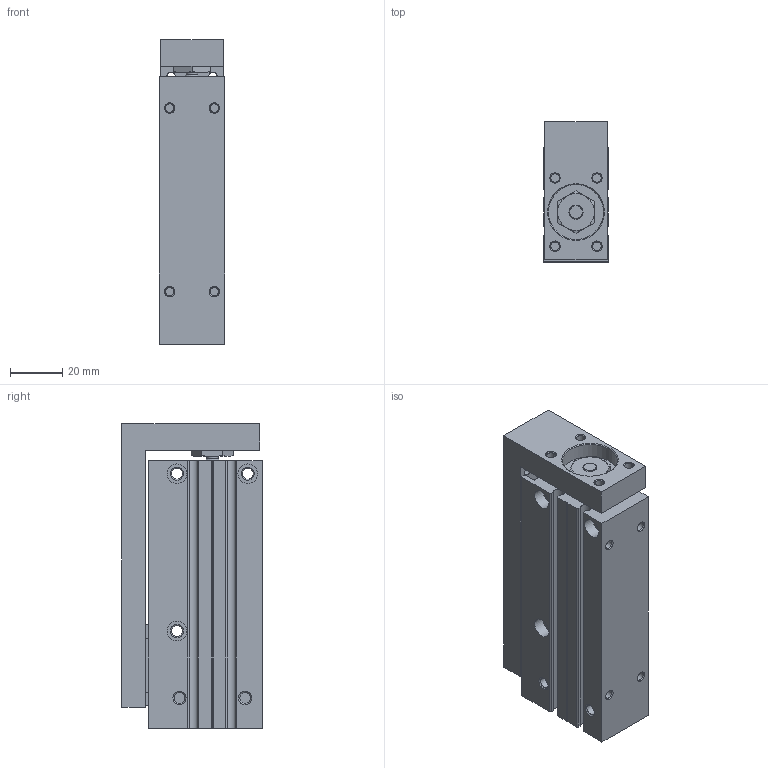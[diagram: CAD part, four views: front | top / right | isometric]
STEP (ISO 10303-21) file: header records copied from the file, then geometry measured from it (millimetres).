
FILE_DESCRIPTION(/* description */ ('STEP AP203'),/* implementation_level */ '2;1');
FILE_NAME(/* name */ 'EXH16X60-S()(0)',/* time_stamp */ '2024-05-09T17:04:51+02:00',/* author */ ('License CC BY-ND 4.0'),/* organization */ ('CADENAS'),/* preprocessor_version */ 'ST-DEVELOPER v19.3',/* originating_system */ 'PARTsolutions',/* authorisation */ ' ');
FILE_SCHEMA (('CONFIG_CONTROL_DESIGN'));
Length unit declared in the file: millimetre
Products named in the file (3): EXH16X60-S()(0); EXH16X60-S()(body-dummy); EXH16X60-S(-ROD)
Assembly tree (2 placements, depth 2):
  EXH16X60-S()(0)
    EXH16X60-S()(body-dummy)
    EXH16X60-S(-ROD)
Bounding box: 25 x 53.5 x 116 mm (x, y, z)
Volume: 116797.4 mm3; surface area: 45368.6 mm2
Topology: 2 solids, 2 shells, 286 faces, 672 edges, 429 vertices
Faces by surface type: plane 161, cylinder 72, cone 49, torus 4
Full cylindrical faces by diameter (mm): 3.242 x18, 4.134 x9, 4.36 x1, 5 x4, 5.5 x4, 6 x2, 7.5 x6, 16 x2, 17 x1, 21 x1
Entity records: 7833 total; most frequent: CARTESIAN_POINT 1369, DIRECTION 1332, ORIENTED_EDGE 1162, EDGE_CURVE 581, AXIS2_PLACEMENT_3D 486, EDGE_LOOP 444, FACE_BOUND 444, VERTEX_POINT 427
